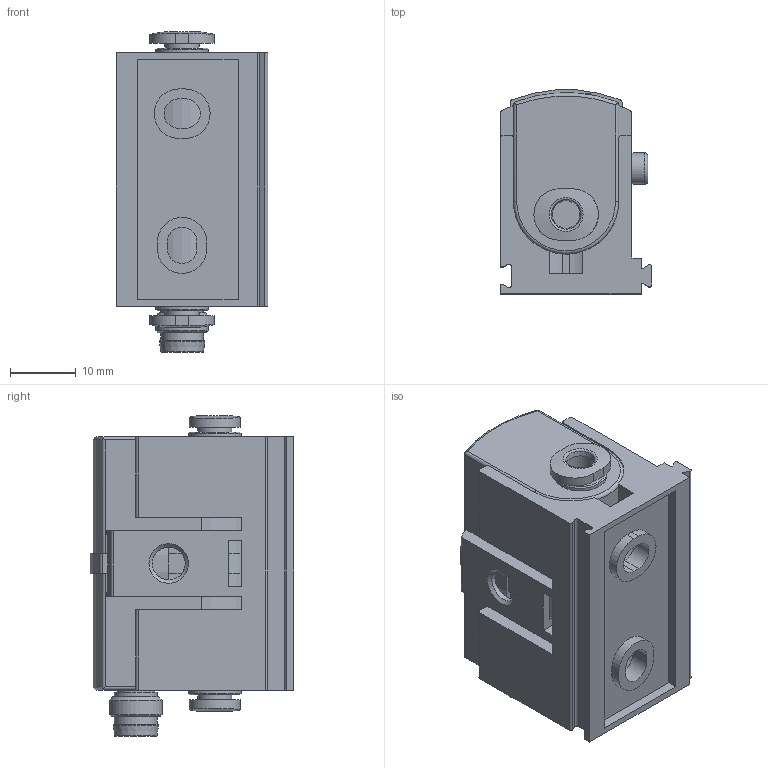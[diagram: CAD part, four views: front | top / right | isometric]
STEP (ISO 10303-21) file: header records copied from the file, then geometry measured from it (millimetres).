
FILE_DESCRIPTION(/* description */ ('STEP AP214'),/* implementation_level */ '2;1');
FILE_NAME(/* name */ '527463_SDE5-D10-O-Q4-P-M8',/* time_stamp */ '2024-09-10T16:54:41+02:00',/* author */ ('License CC BY-ND 4.0'),/* organization */ ('CADENAS'),/* preprocessor_version */ 'ST-DEVELOPER v19.3',/* originating_system */ 'PARTsolutions',/* authorisation */ ' ');
FILE_SCHEMA (('AUTOMOTIVE_DESIGN {1 0 10303 214 3 1 1}'));
Length unit declared in the file: millimetre
Products named in the file (3): 527463 SDE5-D10-O-Q4-P-M8; 527463 SDE5-Q4-M8(O)---(DS); 653056 SDE5---(H)
Assembly tree (2 placements, depth 2):
  527463 SDE5-D10-O-Q4-P-M8
    527463 SDE5-Q4-M8(O)---(DS)
    653056 SDE5---(H)
Bounding box: 23 x 30.94 x 48.7 mm (x, y, z)
Volume: 20836.6 mm3; surface area: 10637.3 mm2
Topology: 2 solids, 2 shells, 307 faces, 826 edges, 544 vertices
Faces by surface type: plane 156, cylinder 126, cone 12, torus 10, sphere 3
Full cylindrical faces by diameter (mm): 1 x3, 2.8 x1, 2.9 x1, 4.2 x2, 4.8 x1, 5 x1, 5.2 x2, 5.8 x2, 6.5 x2, 6.9 x1, 8 x3
Entity records: 10484 total; most frequent: CARTESIAN_POINT 1890, DIRECTION 1558, ORIENTED_EDGE 1546, EDGE_CURVE 773, AXIS2_PLACEMENT_3D 540, VERTEX_POINT 532, LINE 478, VECTOR 478
